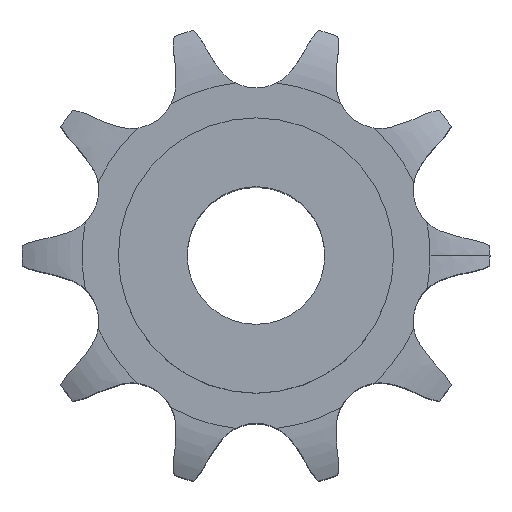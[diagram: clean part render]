
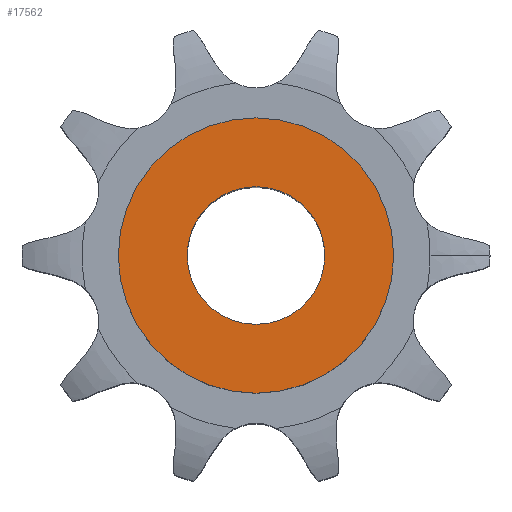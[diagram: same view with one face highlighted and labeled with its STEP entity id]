
A CAD part, top view. The second image highlights one B-rep face of the part: STEP entity #17562.
In plain terms, the highlighted planar face has unit normal (0, 0, 1).
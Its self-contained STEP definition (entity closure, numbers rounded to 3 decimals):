
#9581 = CYLINDRICAL_SURFACE('',#9582,5.);
#9582 = AXIS2_PLACEMENT_3D('',#9583,#9584,#9585);
#9583 = CARTESIAN_POINT('',(0.,0.,65.594));
#9584 = DIRECTION('',(0.,0.,1.));
#9585 = DIRECTION('',(1.,0.,0.));
#12093 = EDGE_CURVE('',#12094,#12094,#12096,.T.);
#12094 = VERTEX_POINT('',#12095);
#12095 = CARTESIAN_POINT('',(5.,0.,32.));
#12096 = SURFACE_CURVE('',#12097,(#12102,#12109),.PCURVE_S1.);
#12097 = CIRCLE('',#12098,5.);
#12098 = AXIS2_PLACEMENT_3D('',#12099,#12100,#12101);
#12099 = CARTESIAN_POINT('',(0.,0.,32.));
#12100 = DIRECTION('',(0.,0.,1.));
#12101 = DIRECTION('',(1.,0.,0.));
#12102 = PCURVE('',#9581,#12103);
#12103 = DEFINITIONAL_REPRESENTATION('',(#12104),#12108);
#12104 = LINE('',#12105,#12106);
#12105 = CARTESIAN_POINT('',(0.,-33.594));
#12106 = VECTOR('',#12107,1.);
#12107 = DIRECTION('',(1.,0.));
#12108 = ( GEOMETRIC_REPRESENTATION_CONTEXT(2) 
PARAMETRIC_REPRESENTATION_CONTEXT() REPRESENTATION_CONTEXT('2D SPACE',''
  ) );
#12109 = PCURVE('',#12110,#12115);
#12110 = PLANE('',#12111);
#12111 = AXIS2_PLACEMENT_3D('',#12112,#12113,#12114);
#12112 = CARTESIAN_POINT('',(0.,0.,32.)
  );
#12113 = DIRECTION('',(0.,0.,1.));
#12114 = DIRECTION('',(1.,0.,0.));
#12115 = DEFINITIONAL_REPRESENTATION('',(#12116),#12120);
#12116 = CIRCLE('',#12117,5.);
#12117 = AXIS2_PLACEMENT_2D('',#12118,#12119);
#12118 = CARTESIAN_POINT('',(0.,0.));
#12119 = DIRECTION('',(1.,0.));
#12120 = ( GEOMETRIC_REPRESENTATION_CONTEXT(2) 
PARAMETRIC_REPRESENTATION_CONTEXT() REPRESENTATION_CONTEXT('2D SPACE',''
  ) );
#17562 = ADVANCED_FACE('',(#17563,#17594),#12110,.T.);
#17563 = FACE_BOUND('',#17564,.T.);
#17564 = EDGE_LOOP('',(#17565));
#17565 = ORIENTED_EDGE('',*,*,#17566,.T.);
#17566 = EDGE_CURVE('',#17567,#17567,#17569,.T.);
#17567 = VERTEX_POINT('',#17568);
#17568 = CARTESIAN_POINT('',(10.,0.,32.));
#17569 = SURFACE_CURVE('',#17570,(#17575,#17582),.PCURVE_S1.);
#17570 = CIRCLE('',#17571,10.);
#17571 = AXIS2_PLACEMENT_3D('',#17572,#17573,#17574);
#17572 = CARTESIAN_POINT('',(0.,0.,32.));
#17573 = DIRECTION('',(0.,0.,1.));
#17574 = DIRECTION('',(1.,0.,0.));
#17575 = PCURVE('',#12110,#17576);
#17576 = DEFINITIONAL_REPRESENTATION('',(#17577),#17581);
#17577 = CIRCLE('',#17578,10.);
#17578 = AXIS2_PLACEMENT_2D('',#17579,#17580);
#17579 = CARTESIAN_POINT('',(0.,0.));
#17580 = DIRECTION('',(1.,0.));
#17581 = ( GEOMETRIC_REPRESENTATION_CONTEXT(2) 
PARAMETRIC_REPRESENTATION_CONTEXT() REPRESENTATION_CONTEXT('2D SPACE',''
  ) );
#17582 = PCURVE('',#17583,#17588);
#17583 = CYLINDRICAL_SURFACE('',#17584,10.);
#17584 = AXIS2_PLACEMENT_3D('',#17585,#17586,#17587);
#17585 = CARTESIAN_POINT('',(0.,0.,0.));
#17586 = DIRECTION('',(-0.,-0.,-1.));
#17587 = DIRECTION('',(1.,0.,0.));
#17588 = DEFINITIONAL_REPRESENTATION('',(#17589),#17593);
#17589 = LINE('',#17590,#17591);
#17590 = CARTESIAN_POINT('',(-0.,-32.));
#17591 = VECTOR('',#17592,1.);
#17592 = DIRECTION('',(-1.,0.));
#17593 = ( GEOMETRIC_REPRESENTATION_CONTEXT(2) 
PARAMETRIC_REPRESENTATION_CONTEXT() REPRESENTATION_CONTEXT('2D SPACE',''
  ) );
#17594 = FACE_BOUND('',#17595,.T.);
#17595 = EDGE_LOOP('',(#17596));
#17596 = ORIENTED_EDGE('',*,*,#12093,.F.);
